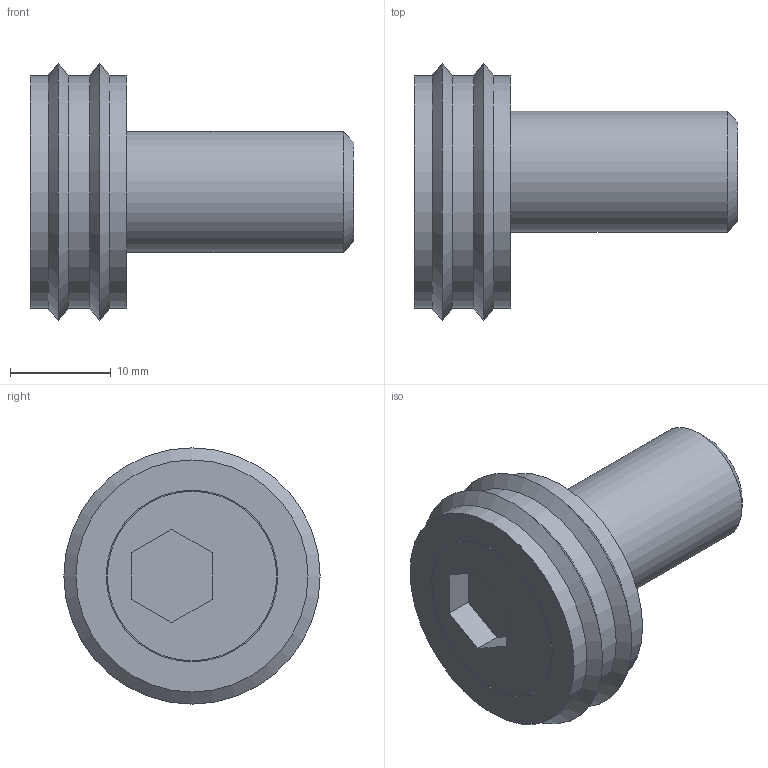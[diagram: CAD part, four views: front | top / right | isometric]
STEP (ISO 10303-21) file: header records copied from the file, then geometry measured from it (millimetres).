
FILE_DESCRIPTION( ( 'STEP AP214' ), '1' );
FILE_NAME( 'K0025.12.stp', '2020-11-24T15:04:44', ( '' ), ( '' ), ' ', 'PARTsolutions', ' ' );
FILE_SCHEMA( ( 'AUTOMOTIVE_DESIGN { 1 0 10303 214 1 1 1 1 }' ) );
Length unit declared in the file: millimetre
Products named in the file (1): _K0025.12
Bounding box: 32.1 x 25.4 x 25.4 mm (x, y, z)
Volume: 6519.2 mm3; surface area: 3137.8 mm2
Topology: 1 solids, 1 shells, 23 faces, 44 edges, 27 vertices
Faces by surface type: plane 12, cylinder 6, cone 5
Full cylindrical faces by diameter (mm): 12 x1, 16.8 x1, 17 x1, 23 x3
Entity records: 722 total; most frequent: DIRECTION 96, CARTESIAN_POINT 84, ORIENTED_EDGE 66, AXIS2_PLACEMENT_3D 39, EDGE_LOOP 38, EDGE_CURVE 33, FACE_OUTER_BOUND 29, VERTEX_POINT 27
